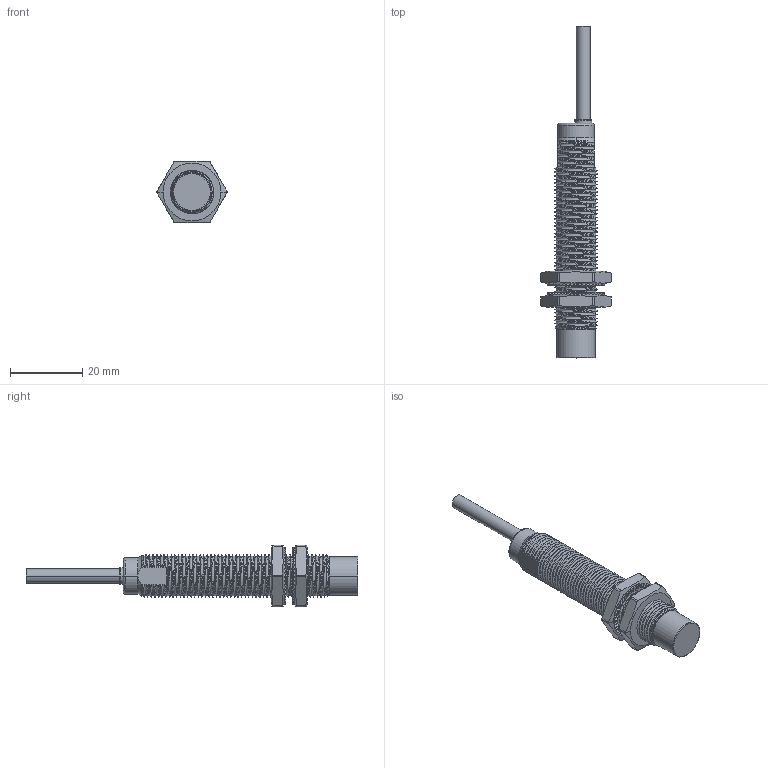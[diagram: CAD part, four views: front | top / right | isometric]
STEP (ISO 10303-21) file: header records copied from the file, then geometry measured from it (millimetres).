
FILE_DESCRIPTION(/* description */ (''),/* implementation_level */ '2;1');
FILE_NAME(/* name */ 'ELCO_Ni8-G12-CA41L.stp',/* time_stamp */ '2025-12-19T10:51:57+08:00',/* author */ (''),/* organization */ (''),/* preprocessor_version */ 'ST-DEVELOPER v16',/* originating_system */ 'SIEMENS PLM Software NX 10.0',/* authorisation */ '');
FILE_SCHEMA (('AUTOMOTIVE_DESIGN { 1 0 10303 214 3 1 1 1 }'));
Length unit declared in the file: millimetre
Products named in the file (1): Admi64A0C12Chsdm
Bounding box: 19.48 x 92 x 17 mm (x, y, z)
Volume: 7666.1 mm3; surface area: 5087.5 mm2
Topology: 3 solids, 3 shells, 598 faces, 1743 edges, 1154 vertices
Faces by surface type: cylinder 317, plane 205, bspline 55, cone 15, torus 6
Entity records: 33659 total; most frequent: CARTESIAN_POINT 20051, ORIENTED_EDGE 3486, DIRECTION 1749, EDGE_CURVE 1743, VERTEX_POINT 1154, B_SPLINE_CURVE_WITH_KNOTS 1144, AXIS2_PLACEMENT_3D 606, EDGE_LOOP 605
